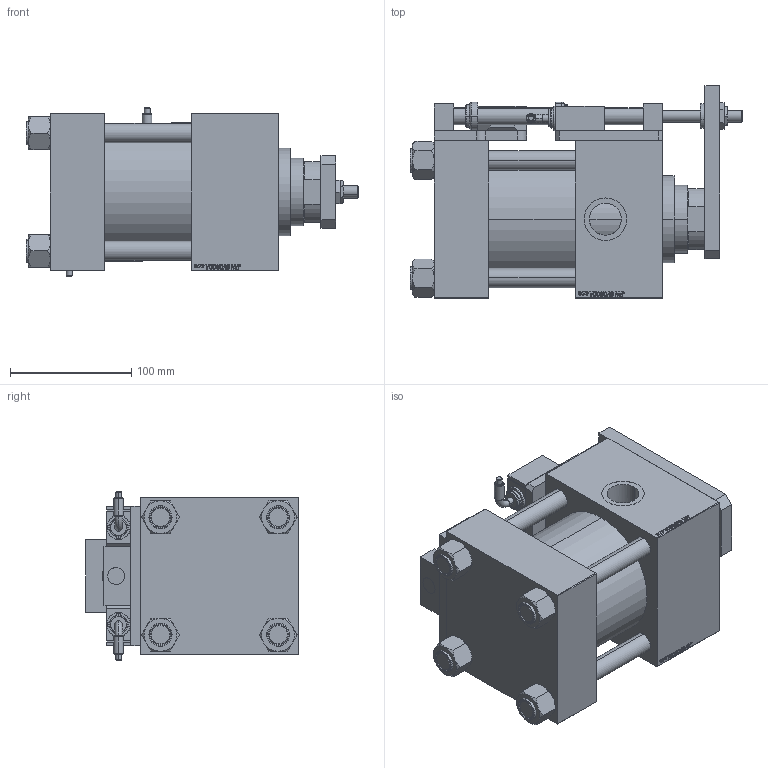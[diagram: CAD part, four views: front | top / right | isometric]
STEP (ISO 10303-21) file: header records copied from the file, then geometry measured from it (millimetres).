
FILE_DESCRIPTION (( 'STEP AP203' ), '1' );
FILE_NAME ('9174.STEP', '2022-04-17T00:50:35', ( '' ), ( '' ), 'SwSTEP 2.0', 'SolidWorks 2019', '' );
FILE_SCHEMA (( 'CONFIG_CONTROL_DESIGN' ));
Length unit declared in the file: millimetre
Products named in the file (16): V215CD_SWITCH_Q_NUT10 59da738df4ccf4ba031916bc54ef549c; V215CD_C_TYCINKA 59da738df4ccf4ba031916bc54ef549c; V215CD_SWITCH_Q_SWITCH 59da738df4ccf4ba031916bc54ef549c; V215CD_SWITCH_Q_MAGNET 59da738df4ccf4ba031916bc54ef549c; V215CD_SWITCH_Q_PODLOZKA_BACK 59da738df4ccf4ba031916bc54ef549c; NUT_M5_V215CD_C 59da738df4ccf4ba031916bc54ef549c; V215CD_VC_C 59da738df4ccf4ba031916bc54ef549c; 9174; V215CD_SWITCH_Q_NUT 59da738df4ccf4ba031916bc54ef549c; V215CD_SWITCH_Q_DIMA 59da738df4ccf4ba031916bc54ef549c; V215CD_SWITCH_Q_TYC 59da738df4ccf4ba031916bc54ef549c; V215CD_SWITCH_Q_BLOK 59da738df4ccf4ba031916bc54ef549c; V215CD_Body_C 59da738df4ccf4ba031916bc54ef549c; V215CD_SWITCH_Q_PODLOZKA_FRONT 59da738df4ccf4ba031916bc54ef549c; V215CD_SWITCH_Q_ZARAZKA 59da738df4ccf4ba031916bc54ef549c; V215CD_VCP_C 59da738df4ccf4ba031916bc54ef549c
Assembly tree (24 placements, depth 2):
  9174
    V215CD_Body_C 59da738df4ccf4ba031916bc54ef549c
    V215CD_VC_C 59da738df4ccf4ba031916bc54ef549c
    V215CD_VCP_C 59da738df4ccf4ba031916bc54ef549c
    V215CD_C_TYCINKA 59da738df4ccf4ba031916bc54ef549c  x4
    NUT_M5_V215CD_C 59da738df4ccf4ba031916bc54ef549c  x4
    V215CD_SWITCH_Q_PODLOZKA_BACK 59da738df4ccf4ba031916bc54ef549c
    V215CD_SWITCH_Q_PODLOZKA_FRONT 59da738df4ccf4ba031916bc54ef549c
    V215CD_SWITCH_Q_DIMA 59da738df4ccf4ba031916bc54ef549c
    V215CD_SWITCH_Q_BLOK 59da738df4ccf4ba031916bc54ef549c  x2
    V215CD_SWITCH_Q_TYC 59da738df4ccf4ba031916bc54ef549c
    V215CD_SWITCH_Q_NUT 59da738df4ccf4ba031916bc54ef549c
    V215CD_SWITCH_Q_NUT10 59da738df4ccf4ba031916bc54ef549c
    V215CD_SWITCH_Q_ZARAZKA 59da738df4ccf4ba031916bc54ef549c
    V215CD_SWITCH_Q_SWITCH 59da738df4ccf4ba031916bc54ef549c  x2
    V215CD_SWITCH_Q_MAGNET 59da738df4ccf4ba031916bc54ef549c  x2
Bounding box: 273.5 x 175 x 139.01 mm (x, y, z)
Volume: 2800189.5 mm3; surface area: 430750.9 mm2
Topology: 24 solids, 24 shells, 1458 faces, 3622 edges, 2350 vertices
Faces by surface type: plane 701, bspline 396, cylinder 166, cone 159, torus 36
Entity records: 58094 total; most frequent: CARTESIAN_POINT 29362, ORIENTED_EDGE 6124, DIRECTION 4281, EDGE_CURVE 3062, VERTEX_POINT 2007, LINE 1835, VECTOR 1835, EDGE_LOOP 1375
